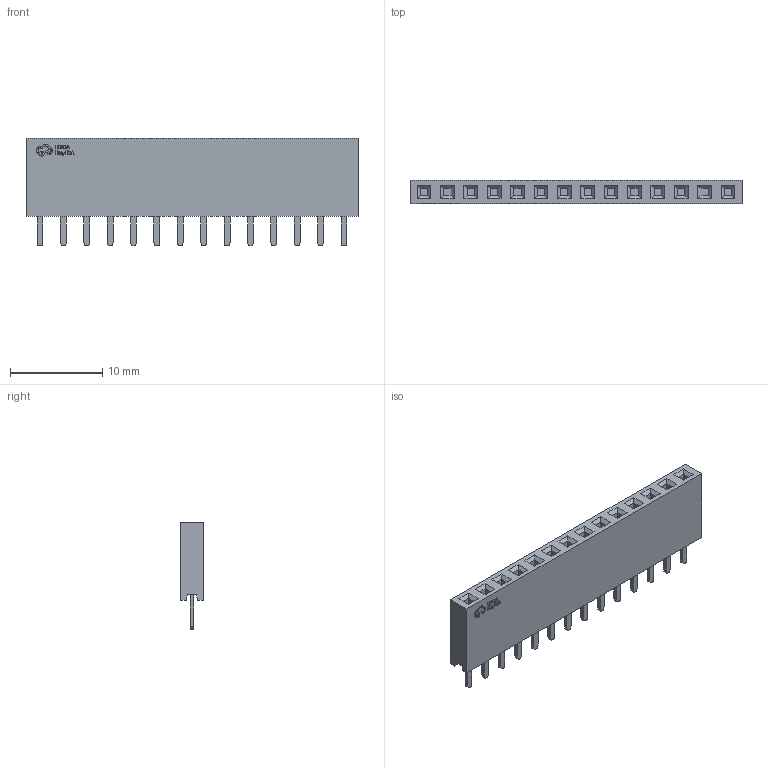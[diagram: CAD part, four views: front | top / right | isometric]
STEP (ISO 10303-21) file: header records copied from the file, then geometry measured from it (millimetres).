
FILE_DESCRIPTION((''),'2;1');
FILE_NAME('HDR-TH_14P-P','2022-06-24T13:42:22',('win10'),(''),'CREO PARAMETRIC BY PTC INC, 2020033','CREO PARAMETRIC BY PTC INC, 2020033','');
FILE_SCHEMA(('CONFIG_CONTROL_DESIGN','GEOMETRIC_VALIDATION_PROPERTIES_MIM'));
Length unit declared in the file: millimetre
Products named in the file (1): HDR-TH_14P-P
Bounding box: 36.06 x 2.51 x 11.7 mm (x, y, z)
Volume: 697.9 mm3; surface area: 1355.4 mm2
Topology: 15 solids, 15 shells, 554 faces, 1375 edges, 898 vertices
Faces by surface type: plane 451, extrusion 73, cylinder 30
Entity records: 20807 total; most frequent: CARTESIAN_POINT 3696, ORIENTED_EDGE 2750, DIRECTION 2324, EDGE_CURVE 1375, VECTOR 1242, LINE 1169, VERTEX_POINT 898, PRESENTATION_STYLE_ASSIGNMENT 627
